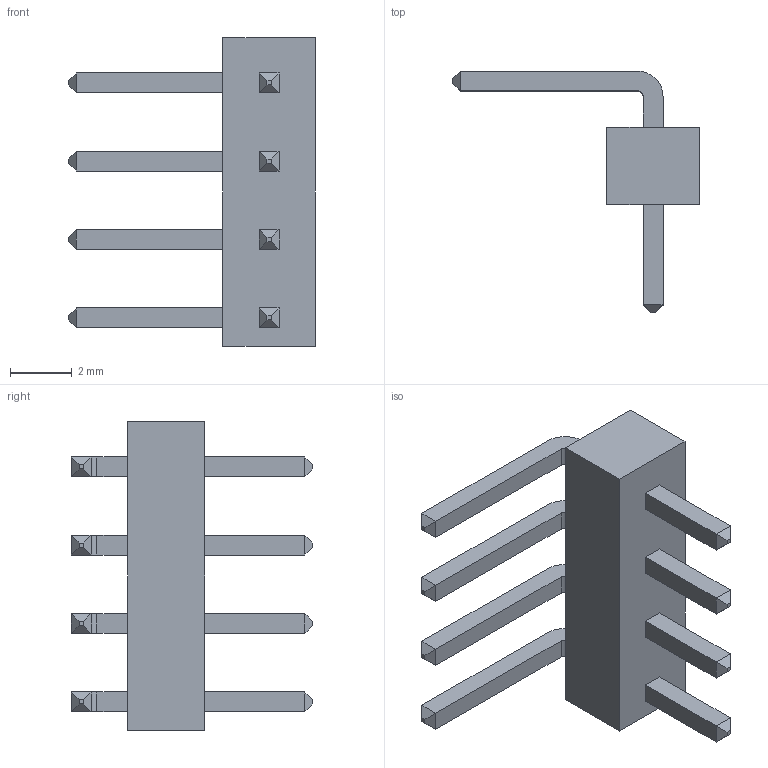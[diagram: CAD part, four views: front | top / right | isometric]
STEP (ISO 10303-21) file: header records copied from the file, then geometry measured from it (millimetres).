
FILE_DESCRIPTION (( 'STEP AP214' ), '1' );
FILE_NAME ('3lu pin Pin 90 Derece Pin baglantisi.STEP', '2020-11-25T13:29:43', ( '' ), ( '' ), 'SwSTEP 2.0', 'SolidWorks 2018', '' );
FILE_SCHEMA (( 'AUTOMOTIVE_DESIGN' ));
Length unit declared in the file: millimetre
Products named in the file (1): 3lu pin Pin 90 Derece Pin baglantisi
Bounding box: 8 x 7.82 x 10 mm (x, y, z)
Volume: 93 mm3; surface area: 236.7 mm2
Topology: 1 solids, 1 shells, 94 faces, 220 edges, 136 vertices
Faces by surface type: plane 86, cylinder 8
Entity records: 2638 total; most frequent: CARTESIAN_POINT 451, ORIENTED_EDGE 440, DIRECTION 426, EDGE_CURVE 220, LINE 204, VECTOR 204, VERTEX_POINT 136, AXIS2_PLACEMENT_3D 111
